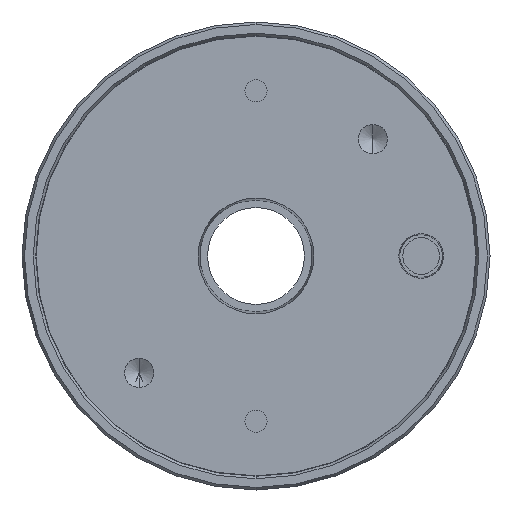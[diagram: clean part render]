
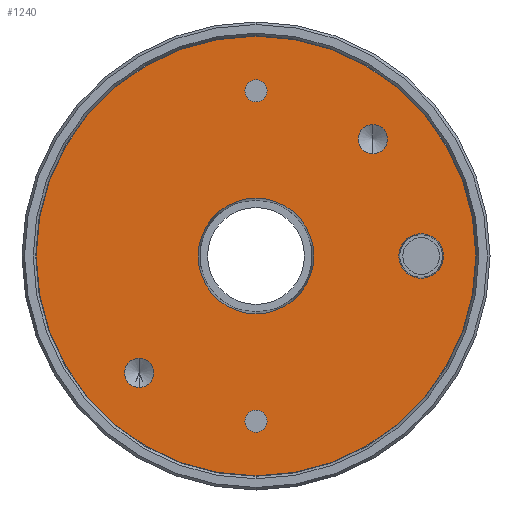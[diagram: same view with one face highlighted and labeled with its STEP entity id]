
A CAD part, front view. The second image highlights one B-rep face of the part: STEP entity #1240.
In plain terms, the highlighted planar face has unit normal (0, -1, 0).
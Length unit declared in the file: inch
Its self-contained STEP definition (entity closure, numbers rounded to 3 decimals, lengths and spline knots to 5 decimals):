
#4 = DIRECTION ( 'NONE',  ( 0., 0., -1. ) ) ;
#16 = DIRECTION ( 'NONE',  ( 0., -1., 0. ) ) ;
#20 = CARTESIAN_POINT ( 'NONE',  ( 0., 0., 0. ) ) ;
#34 = PLANE ( 'NONE',  #968 ) ;
#35 = ORIENTED_EDGE ( 'NONE', *, *, #641, .F. ) ;
#45 = FACE_BOUND ( 'NONE', #660, .T. ) ;
#79 = CARTESIAN_POINT ( 'NONE',  ( -1.06066, 0., -1.19348 ) ) ;
#99 = DIRECTION ( 'NONE',  ( 0., 0., -1. ) ) ;
#115 = CIRCLE ( 'NONE', #2565, 0.2025 ) ;
#138 = ORIENTED_EDGE ( 'NONE', *, *, #2439, .F. ) ;
#175 = VERTEX_POINT ( 'NONE', #1183 ) ;
#219 = VERTEX_POINT ( 'NONE', #1167 ) ;
#236 = DIRECTION ( 'NONE',  ( 0., 0., -1. ) ) ;
#267 = FACE_OUTER_BOUND ( 'NONE', #420, .T. ) ;
#295 = AXIS2_PLACEMENT_3D ( 'NONE', #2202, #1192, #1410 ) ;
#334 = ORIENTED_EDGE ( 'NONE', *, *, #2666, .F. ) ;
#355 = VERTEX_POINT ( 'NONE', #2516 ) ;
#416 = AXIS2_PLACEMENT_3D ( 'NONE', #1055, #1369, #1509 ) ;
#420 = EDGE_LOOP ( 'NONE', ( #2240, #1189 ) ) ;
#425 = AXIS2_PLACEMENT_3D ( 'NONE', #1090, #740, #2572 ) ;
#435 = DIRECTION ( 'NONE',  ( 0., -1., 0. ) ) ;
#437 = EDGE_CURVE ( 'NONE', #1873, #612, #2253, .T. ) ;
#442 = EDGE_CURVE ( 'NONE', #991, #2418, #1912, .T. ) ;
#474 = EDGE_CURVE ( 'NONE', #2490, #2203, #1504, .T. ) ;
#476 = FACE_BOUND ( 'NONE', #1041, .T. ) ;
#485 = CARTESIAN_POINT ( 'NONE',  ( 0., 0., 1.5 ) ) ;
#487 = DIRECTION ( 'NONE',  ( 0., 0., -1. ) ) ;
#498 = CARTESIAN_POINT ( 'NONE',  ( 0., 0., -1.996 ) ) ;
#558 = VERTEX_POINT ( 'NONE', #2654 ) ;
#612 = VERTEX_POINT ( 'NONE', #1650 ) ;
#641 = EDGE_CURVE ( 'NONE', #355, #2574, #2481, .T. ) ;
#652 = CIRCLE ( 'NONE', #2611, 0.13281 ) ;
#660 = EDGE_LOOP ( 'NONE', ( #1460, #334 ) ) ;
#669 = EDGE_CURVE ( 'NONE', #2039, #558, #812, .T. ) ;
#712 = CARTESIAN_POINT ( 'NONE',  ( -1.06066, 0., -1.06066 ) ) ;
#740 = DIRECTION ( 'NONE',  ( 0., -1., 0. ) ) ;
#760 = CIRCLE ( 'NONE', #1218, 1.996 ) ;
#810 = DIRECTION ( 'NONE',  ( 0., -1., 0. ) ) ;
#812 = CIRCLE ( 'NONE', #2701, 1.996 ) ;
#813 = ORIENTED_EDGE ( 'NONE', *, *, #1852, .F. ) ;
#848 = DIRECTION ( 'NONE',  ( 0., -1., 0. ) ) ;
#870 = DIRECTION ( 'NONE',  ( 0., 0., 1. ) ) ;
#872 = CARTESIAN_POINT ( 'NONE',  ( 0., 0., 0.525 ) ) ;
#884 = CARTESIAN_POINT ( 'NONE',  ( 1.06066, 0., 0.92785 ) ) ;
#887 = EDGE_CURVE ( 'NONE', #2418, #991, #1459, .T. ) ;
#905 = CARTESIAN_POINT ( 'NONE',  ( 1.06066, 0., 1.19348 ) ) ;
#944 = EDGE_CURVE ( 'NONE', #2203, #2490, #652, .T. ) ;
#962 = DIRECTION ( 'NONE',  ( 0., -1., 0. ) ) ;
#966 = CARTESIAN_POINT ( 'NONE',  ( 1.06066, 0., 1.06066 ) ) ;
#968 = AXIS2_PLACEMENT_3D ( 'NONE', #20, #2316, #870 ) ;
#974 = ORIENTED_EDGE ( 'NONE', *, *, #887, .F. ) ;
#991 = VERTEX_POINT ( 'NONE', #2270 ) ;
#996 = CARTESIAN_POINT ( 'NONE',  ( -1.06066, 0., -1.06066 ) ) ;
#1006 = DIRECTION ( 'NONE',  ( 0., 0., -1. ) ) ;
#1034 = DIRECTION ( 'NONE',  ( 0., -1., 0. ) ) ;
#1039 = CARTESIAN_POINT ( 'NONE',  ( 0., 0., 1.3995 ) ) ;
#1041 = EDGE_LOOP ( 'NONE', ( #1423, #1264 ) ) ;
#1055 = CARTESIAN_POINT ( 'NONE',  ( 0., 0., -1.5 ) ) ;
#1057 = CIRCLE ( 'NONE', #2329, 0.1005 ) ;
#1067 = FACE_BOUND ( 'NONE', #1350, .T. ) ;
#1071 = DIRECTION ( 'NONE',  ( 0., -1., 0. ) ) ;
#1090 = CARTESIAN_POINT ( 'NONE',  ( 1.06066, 0., 1.06066 ) ) ;
#1103 = CIRCLE ( 'NONE', #1493, 0.525 ) ;
#1144 = ORIENTED_EDGE ( 'NONE', *, *, #474, .F. ) ;
#1167 = CARTESIAN_POINT ( 'NONE',  ( 0., 0., -1.6005 ) ) ;
#1183 = CARTESIAN_POINT ( 'NONE',  ( 1.5, 0., -0.2025 ) ) ;
#1189 = ORIENTED_EDGE ( 'NONE', *, *, #2476, .T. ) ;
#1192 = DIRECTION ( 'NONE',  ( 0., -1., 0. ) ) ;
#1204 = DIRECTION ( 'NONE',  ( 0., -1., 0. ) ) ;
#1218 = AXIS2_PLACEMENT_3D ( 'NONE', #1260, #1726, #487 ) ;
#1239 = ORIENTED_EDGE ( 'NONE', *, *, #442, .F. ) ;
#1240 = ADVANCED_FACE ( 'NONE', ( #1067, #45, #2532, #476, #1292, #1471, #267 ), #34, .F. ) ;
#1260 = CARTESIAN_POINT ( 'NONE',  ( 0., 0., 0. ) ) ;
#1264 = ORIENTED_EDGE ( 'NONE', *, *, #1572, .F. ) ;
#1292 = FACE_BOUND ( 'NONE', #2421, .T. ) ;
#1350 = EDGE_LOOP ( 'NONE', ( #1144, #2026 ) ) ;
#1353 = DIRECTION ( 'NONE',  ( 0., -1., 0. ) ) ;
#1369 = DIRECTION ( 'NONE',  ( 0., -1., 0. ) ) ;
#1410 = DIRECTION ( 'NONE',  ( 0., 0., -1. ) ) ;
#1419 = CARTESIAN_POINT ( 'NONE',  ( 1.5, 0., 0. ) ) ;
#1423 = ORIENTED_EDGE ( 'NONE', *, *, #2146, .F. ) ;
#1432 = DIRECTION ( 'NONE',  ( 0., 0., -1. ) ) ;
#1437 = CIRCLE ( 'NONE', #2550, 0.13281 ) ;
#1445 = CARTESIAN_POINT ( 'NONE',  ( 1.5, 0., 0.2025 ) ) ;
#1447 = CARTESIAN_POINT ( 'NONE',  ( 0., 0., -1.3995 ) ) ;
#1459 = CIRCLE ( 'NONE', #295, 0.1005 ) ;
#1460 = ORIENTED_EDGE ( 'NONE', *, *, #437, .F. ) ;
#1469 = CARTESIAN_POINT ( 'NONE',  ( 0., 0., 0. ) ) ;
#1471 = FACE_BOUND ( 'NONE', #2099, .T. ) ;
#1493 = AXIS2_PLACEMENT_3D ( 'NONE', #2535, #1071, #1917 ) ;
#1504 = CIRCLE ( 'NONE', #425, 0.13281 ) ;
#1509 = DIRECTION ( 'NONE',  ( 0., 0., -1. ) ) ;
#1572 = EDGE_CURVE ( 'NONE', #1826, #219, #1057, .T. ) ;
#1650 = CARTESIAN_POINT ( 'NONE',  ( -1.06066, 0., -0.92785 ) ) ;
#1678 = CIRCLE ( 'NONE', #416, 0.1005 ) ;
#1691 = CARTESIAN_POINT ( 'NONE',  ( 0., 0., -1.5 ) ) ;
#1724 = AXIS2_PLACEMENT_3D ( 'NONE', #712, #1353, #99 ) ;
#1726 = DIRECTION ( 'NONE',  ( 0., -1., 0. ) ) ;
#1766 = DIRECTION ( 'NONE',  ( 0., -1., 0. ) ) ;
#1774 = CARTESIAN_POINT ( 'NONE',  ( 1.5, 0., 0. ) ) ;
#1826 = VERTEX_POINT ( 'NONE', #1447 ) ;
#1852 = EDGE_CURVE ( 'NONE', #2574, #355, #1103, .T. ) ;
#1857 = ORIENTED_EDGE ( 'NONE', *, *, #2271, .F. ) ;
#1873 = VERTEX_POINT ( 'NONE', #79 ) ;
#1912 = CIRCLE ( 'NONE', #2169, 0.1005 ) ;
#1917 = DIRECTION ( 'NONE',  ( 0., 0., -1. ) ) ;
#2026 = ORIENTED_EDGE ( 'NONE', *, *, #944, .F. ) ;
#2039 = VERTEX_POINT ( 'NONE', #498 ) ;
#2048 = AXIS2_PLACEMENT_3D ( 'NONE', #2703, #1034, #2095 ) ;
#2095 = DIRECTION ( 'NONE',  ( 0., 0., -1. ) ) ;
#2099 = EDGE_LOOP ( 'NONE', ( #35, #813 ) ) ;
#2121 = DIRECTION ( 'NONE',  ( 0., 0., -1. ) ) ;
#2146 = EDGE_CURVE ( 'NONE', #219, #1826, #1678, .T. ) ;
#2163 = CIRCLE ( 'NONE', #2602, 0.2025 ) ;
#2169 = AXIS2_PLACEMENT_3D ( 'NONE', #485, #1766, #2606 ) ;
#2202 = CARTESIAN_POINT ( 'NONE',  ( 0., 0., 1.5 ) ) ;
#2203 = VERTEX_POINT ( 'NONE', #905 ) ;
#2240 = ORIENTED_EDGE ( 'NONE', *, *, #669, .T. ) ;
#2253 = CIRCLE ( 'NONE', #1724, 0.13281 ) ;
#2270 = CARTESIAN_POINT ( 'NONE',  ( 0., 0., 1.6005 ) ) ;
#2271 = EDGE_CURVE ( 'NONE', #175, #2330, #115, .T. ) ;
#2298 = EDGE_LOOP ( 'NONE', ( #974, #1239 ) ) ;
#2316 = DIRECTION ( 'NONE',  ( 0., 1., 0. ) ) ;
#2329 = AXIS2_PLACEMENT_3D ( 'NONE', #1691, #848, #2121 ) ;
#2330 = VERTEX_POINT ( 'NONE', #1445 ) ;
#2418 = VERTEX_POINT ( 'NONE', #1039 ) ;
#2421 = EDGE_LOOP ( 'NONE', ( #1857, #138 ) ) ;
#2439 = EDGE_CURVE ( 'NONE', #2330, #175, #2163, .T. ) ;
#2476 = EDGE_CURVE ( 'NONE', #558, #2039, #760, .T. ) ;
#2481 = CIRCLE ( 'NONE', #2048, 0.525 ) ;
#2490 = VERTEX_POINT ( 'NONE', #884 ) ;
#2516 = CARTESIAN_POINT ( 'NONE',  ( 0., 0., -0.525 ) ) ;
#2532 = FACE_BOUND ( 'NONE', #2298, .T. ) ;
#2535 = CARTESIAN_POINT ( 'NONE',  ( 0., 0., 0. ) ) ;
#2550 = AXIS2_PLACEMENT_3D ( 'NONE', #996, #810, #4 ) ;
#2565 = AXIS2_PLACEMENT_3D ( 'NONE', #1774, #962, #2625 ) ;
#2572 = DIRECTION ( 'NONE',  ( 0., 0., -1. ) ) ;
#2574 = VERTEX_POINT ( 'NONE', #872 ) ;
#2602 = AXIS2_PLACEMENT_3D ( 'NONE', #1419, #435, #1432 ) ;
#2606 = DIRECTION ( 'NONE',  ( 0., 0., -1. ) ) ;
#2611 = AXIS2_PLACEMENT_3D ( 'NONE', #966, #1204, #1006 ) ;
#2625 = DIRECTION ( 'NONE',  ( 0., 0., -1. ) ) ;
#2654 = CARTESIAN_POINT ( 'NONE',  ( 0., 0., 1.996 ) ) ;
#2666 = EDGE_CURVE ( 'NONE', #612, #1873, #1437, .T. ) ;
#2701 = AXIS2_PLACEMENT_3D ( 'NONE', #1469, #16, #236 ) ;
#2703 = CARTESIAN_POINT ( 'NONE',  ( 0., 0., 0. ) ) ;
